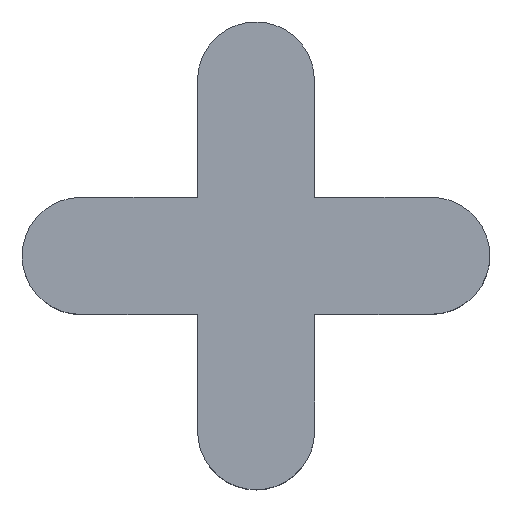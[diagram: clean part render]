
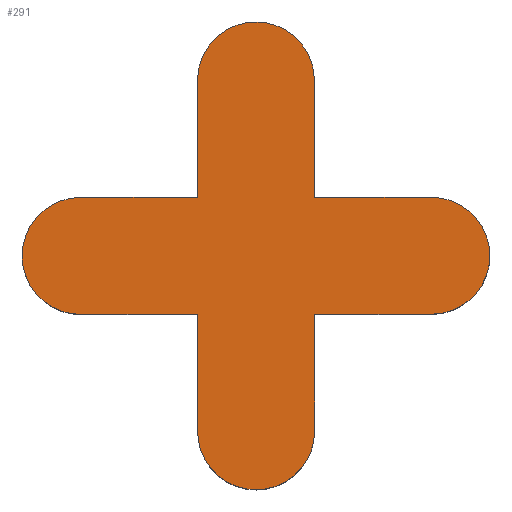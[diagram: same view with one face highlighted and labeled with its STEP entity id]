
A CAD part, top view. The second image highlights one B-rep face of the part: STEP entity #291.
In plain terms, the highlighted planar face has unit normal (0, 0, 1).
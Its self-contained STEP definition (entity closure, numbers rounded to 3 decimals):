
#20=FACE_OUTER_BOUND('',#36,.T.);
#36=EDGE_LOOP('',(#196,#197,#198,#199,#200,#201,#202,#203,#204,#205,#206,
#207,#208,#209));
#52=LINE('',#439,#84);
#53=LINE('',#441,#85);
#54=LINE('',#445,#86);
#55=LINE('',#447,#87);
#56=LINE('',#451,#88);
#57=LINE('',#455,#89);
#58=LINE('',#457,#90);
#59=LINE('',#461,#91);
#60=LINE('',#462,#92);
#84=VECTOR('',#353,10.);
#85=VECTOR('',#354,10.);
#86=VECTOR('',#357,10.);
#87=VECTOR('',#358,10.);
#88=VECTOR('',#361,10.);
#89=VECTOR('',#364,10.);
#90=VECTOR('',#365,10.);
#91=VECTOR('',#368,10.);
#92=VECTOR('',#369,10.);
#116=CIRCLE('',#322,2.5);
#117=CIRCLE('',#323,2.5);
#118=CIRCLE('',#324,2.5);
#119=CIRCLE('',#325,2.5);
#120=CIRCLE('',#326,2.5);
#126=VERTEX_POINT('',#435);
#127=VERTEX_POINT('',#436);
#128=VERTEX_POINT('',#438);
#129=VERTEX_POINT('',#440);
#130=VERTEX_POINT('',#442);
#131=VERTEX_POINT('',#444);
#132=VERTEX_POINT('',#446);
#133=VERTEX_POINT('',#448);
#134=VERTEX_POINT('',#450);
#135=VERTEX_POINT('',#452);
#136=VERTEX_POINT('',#454);
#137=VERTEX_POINT('',#456);
#138=VERTEX_POINT('',#458);
#139=VERTEX_POINT('',#460);
#154=EDGE_CURVE('',#126,#127,#116,.T.);
#155=EDGE_CURVE('',#127,#128,#52,.T.);
#156=EDGE_CURVE('',#128,#129,#53,.T.);
#157=EDGE_CURVE('',#129,#130,#117,.T.);
#158=EDGE_CURVE('',#130,#131,#54,.T.);
#159=EDGE_CURVE('',#131,#132,#55,.T.);
#160=EDGE_CURVE('',#132,#133,#118,.T.);
#161=EDGE_CURVE('',#133,#134,#56,.T.);
#162=EDGE_CURVE('',#134,#135,#119,.T.);
#163=EDGE_CURVE('',#135,#136,#57,.T.);
#164=EDGE_CURVE('',#136,#137,#58,.T.);
#165=EDGE_CURVE('',#137,#138,#120,.T.);
#166=EDGE_CURVE('',#138,#139,#59,.T.);
#167=EDGE_CURVE('',#139,#126,#60,.T.);
#196=ORIENTED_EDGE('',*,*,#154,.T.);
#197=ORIENTED_EDGE('',*,*,#155,.T.);
#198=ORIENTED_EDGE('',*,*,#156,.T.);
#199=ORIENTED_EDGE('',*,*,#157,.T.);
#200=ORIENTED_EDGE('',*,*,#158,.T.);
#201=ORIENTED_EDGE('',*,*,#159,.T.);
#202=ORIENTED_EDGE('',*,*,#160,.T.);
#203=ORIENTED_EDGE('',*,*,#161,.T.);
#204=ORIENTED_EDGE('',*,*,#162,.T.);
#205=ORIENTED_EDGE('',*,*,#163,.T.);
#206=ORIENTED_EDGE('',*,*,#164,.T.);
#207=ORIENTED_EDGE('',*,*,#165,.T.);
#208=ORIENTED_EDGE('',*,*,#166,.T.);
#209=ORIENTED_EDGE('',*,*,#167,.T.);
#280=PLANE('',#321);
#291=ADVANCED_FACE('',(#20),#280,.F.);
#321=AXIS2_PLACEMENT_3D('',#434,#349,#350);
#322=AXIS2_PLACEMENT_3D('',#437,#351,#352);
#323=AXIS2_PLACEMENT_3D('',#443,#355,#356);
#324=AXIS2_PLACEMENT_3D('',#449,#359,#360);
#325=AXIS2_PLACEMENT_3D('',#453,#362,#363);
#326=AXIS2_PLACEMENT_3D('',#459,#366,#367);
#349=DIRECTION('center_axis',(0.,0.,-1.));
#350=DIRECTION('ref_axis',(1.,0.,0.));
#351=DIRECTION('center_axis',(0.,0.,1.));
#352=DIRECTION('ref_axis',(-1.,0.,0.));
#353=DIRECTION('',(0.,-1.,0.));
#354=DIRECTION('',(-1.,0.,0.));
#355=DIRECTION('center_axis',(0.,0.,1.));
#356=DIRECTION('ref_axis',(0.,-1.,0.));
#357=DIRECTION('',(1.,0.,0.));
#358=DIRECTION('',(0.,-1.,0.));
#359=DIRECTION('center_axis',(0.,0.,1.));
#360=DIRECTION('ref_axis',(0.,-1.,0.));
#361=DIRECTION('',(1.,0.001,0.));
#362=DIRECTION('center_axis',(0.,0.,1.));
#363=DIRECTION('ref_axis',(1.,0.,0.));
#364=DIRECTION('',(0.,1.,0.));
#365=DIRECTION('',(1.,0.,0.));
#366=DIRECTION('center_axis',(0.,0.,1.));
#367=DIRECTION('ref_axis',(0.,1.,0.));
#368=DIRECTION('',(-1.,0.,0.));
#369=DIRECTION('',(0.,1.,0.));
#434=CARTESIAN_POINT('Origin',(66.913,-110.836,-4.99));
#435=CARTESIAN_POINT('',(69.412,-103.336,-4.99));
#436=CARTESIAN_POINT('',(64.412,-103.336,-4.99));
#437=CARTESIAN_POINT('Origin',(66.912,-103.336,-4.99));
#438=CARTESIAN_POINT('',(64.412,-108.336,-4.99));
#439=CARTESIAN_POINT('',(64.412,-103.336,-4.99));
#440=CARTESIAN_POINT('',(59.412,-108.338,-4.99));
#441=CARTESIAN_POINT('',(59.412,-108.338,-4.99));
#442=CARTESIAN_POINT('',(59.414,-113.338,-4.99));
#443=CARTESIAN_POINT('Origin',(59.413,-110.838,-4.99));
#444=CARTESIAN_POINT('',(64.414,-113.336,-4.99));
#445=CARTESIAN_POINT('',(64.414,-113.336,-4.99));
#446=CARTESIAN_POINT('',(64.416,-118.337,-4.99));
#447=CARTESIAN_POINT('',(64.416,-118.337,-4.99));
#448=CARTESIAN_POINT('',(66.918,-120.836,-4.99));
#449=CARTESIAN_POINT('Origin',(66.916,-118.336,-4.99));
#450=CARTESIAN_POINT('',(66.919,-120.836,-4.99));
#451=CARTESIAN_POINT('',(66.919,-120.836,-4.99));
#452=CARTESIAN_POINT('',(69.416,-118.335,-4.99));
#453=CARTESIAN_POINT('Origin',(66.916,-118.336,-4.99));
#454=CARTESIAN_POINT('',(69.414,-113.334,-4.99));
#455=CARTESIAN_POINT('',(69.414,-113.334,-4.99));
#456=CARTESIAN_POINT('',(74.414,-113.331,-4.99));
#457=CARTESIAN_POINT('',(74.414,-113.331,-4.99));
#458=CARTESIAN_POINT('',(74.412,-108.331,-4.99));
#459=CARTESIAN_POINT('Origin',(74.413,-110.831,-4.99));
#460=CARTESIAN_POINT('',(69.412,-108.334,-4.99));
#461=CARTESIAN_POINT('',(69.412,-108.334,-4.99));
#462=CARTESIAN_POINT('',(69.412,-108.336,-4.99));
